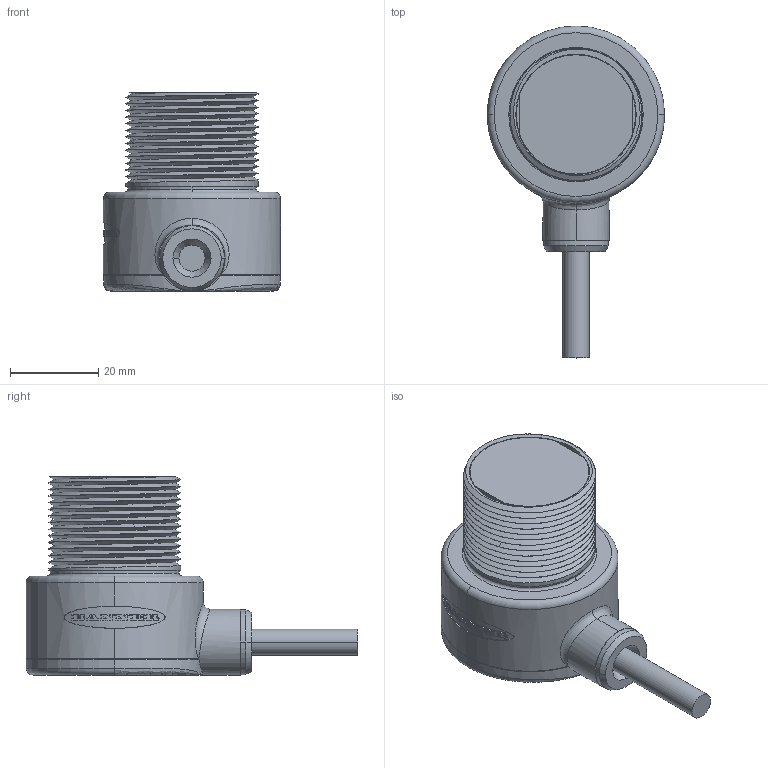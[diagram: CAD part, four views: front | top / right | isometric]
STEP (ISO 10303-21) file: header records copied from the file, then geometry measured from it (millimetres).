
FILE_DESCRIPTION((''),'2;1');
FILE_NAME('155326_SW','2010-12-22T',('banengservice'),('BANNER ENGINEERING'),'PRO/ENGINEER BY PARAMETRIC TECHNOLOGY CORPORATION, 2009141','PRO/ENGINEER BY PARAMETRIC TECHNOLOGY CORPORATION, 2009141','');
FILE_SCHEMA(('CONFIG_CONTROL_DESIGN'));
Length unit declared in the file: inch
Products named in the file (1): 155326_SW
Bounding box: 40.18 x 75.26 x 45 mm (x, y, z)
Volume: 12747.6 mm3; surface area: 21023.2 mm2
Topology: 3 solids, 3 shells, 548 faces, 1468 edges, 955 vertices
Faces by surface type: cylinder 269, plane 224, cone 18, torus 15, bspline 13, sphere 5, extrusion 2, revolution 2
Entity records: 27387 total; most frequent: CARTESIAN_POINT 14224, ORIENTED_EDGE 2916, DIRECTION 2456, EDGE_CURVE 1458, VERTEX_POINT 955, AXIS2_PLACEMENT_3D 883, VECTOR 688, LINE 686
